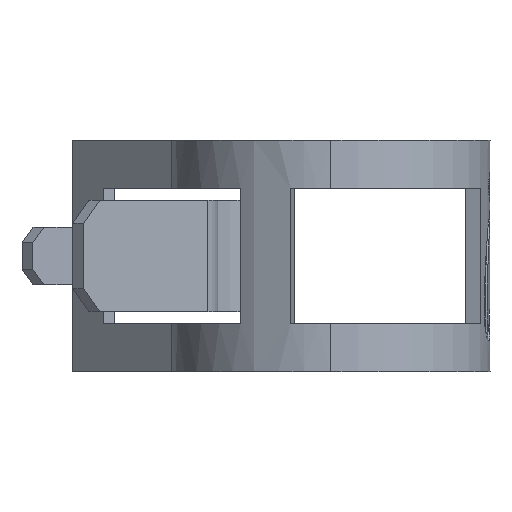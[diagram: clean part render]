
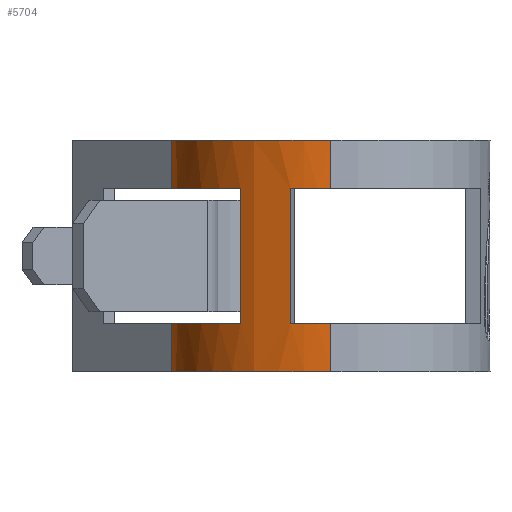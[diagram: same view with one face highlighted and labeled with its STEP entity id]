
A CAD part, left-side view. The second image highlights one B-rep face of the part: STEP entity #5704.
In plain terms, the highlighted cylindrical face has radius 8.25 mm (diameter 16.5 mm), a partial arc.
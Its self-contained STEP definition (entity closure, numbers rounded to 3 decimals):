
#70 = CARTESIAN_POINT ( 'NONE',  ( 0., 0., 6. ) ) ;
#126 = CARTESIAN_POINT ( 'NONE',  ( 4.638, 6.823, -6. ) ) ;
#162 = LINE ( 'NONE', #507, #3990 ) ;
#204 = LINE ( 'NONE', #642, #4622 ) ;
#241 = CARTESIAN_POINT ( 'NONE',  ( 4.638, 6.823, 3.5 ) ) ;
#280 = ORIENTED_EDGE ( 'NONE', *, *, #899, .T. ) ;
#350 = ORIENTED_EDGE ( 'NONE', *, *, #1561, .T. ) ;
#414 = VERTEX_POINT ( 'NONE', #126 ) ;
#507 = CARTESIAN_POINT ( 'NONE',  ( -7.984, 2.076, 6. ) ) ;
#539 = DIRECTION ( 'NONE',  ( 0., 0., -1. ) ) ;
#595 = CARTESIAN_POINT ( 'NONE',  ( 4.638, 6.823, -3.5 ) ) ;
#633 = DIRECTION ( 'NONE',  ( 0., 0., -1. ) ) ;
#642 = CARTESIAN_POINT ( 'NONE',  ( -6.793, 4.682, 6. ) ) ;
#699 = CARTESIAN_POINT ( 'NONE',  ( 4.638, 6.823, 6. ) ) ;
#737 = ORIENTED_EDGE ( 'NONE', *, *, #4438, .F. ) ;
#768 = ORIENTED_EDGE ( 'NONE', *, *, #1285, .F. ) ;
#822 = DIRECTION ( 'NONE',  ( 0., 0., 1. ) ) ;
#899 = EDGE_CURVE ( 'NONE', #5658, #3545, #5077, .T. ) ;
#934 = CARTESIAN_POINT ( 'NONE',  ( -8.25, 0., 3.5 ) ) ;
#997 = CIRCLE ( 'NONE', #4203, 8.25 ) ;
#1285 = EDGE_CURVE ( 'NONE', #5658, #4827, #162, .T. ) ;
#1317 = LINE ( 'NONE', #5611, #5211 ) ;
#1362 = VERTEX_POINT ( 'NONE', #595 ) ;
#1388 = VERTEX_POINT ( 'NONE', #2036 ) ;
#1423 = ORIENTED_EDGE ( 'NONE', *, *, #3079, .T. ) ;
#1426 = DIRECTION ( 'NONE',  ( 1., 0., 0. ) ) ;
#1508 = DIRECTION ( 'NONE',  ( 0., 0., -1. ) ) ;
#1536 = AXIS2_PLACEMENT_3D ( 'NONE', #6081, #822, #5096 ) ;
#1543 = DIRECTION ( 'NONE',  ( 0., 0., 1. ) ) ;
#1561 = EDGE_CURVE ( 'NONE', #1362, #414, #1779, .T. ) ;
#1570 = DIRECTION ( 'NONE',  ( 1., 0., 0. ) ) ;
#1604 = DIRECTION ( 'NONE',  ( 0., 0., 1. ) ) ;
#1615 = DIRECTION ( 'NONE',  ( 0., 0., -1. ) ) ;
#1751 = DIRECTION ( 'NONE',  ( 0., 0., -1. ) ) ;
#1779 = LINE ( 'NONE', #5116, #1904 ) ;
#1787 = VERTEX_POINT ( 'NONE', #241 ) ;
#1904 = VECTOR ( 'NONE', #1751, 1000. ) ;
#1939 = ORIENTED_EDGE ( 'NONE', *, *, #2466, .T. ) ;
#1999 = ORIENTED_EDGE ( 'NONE', *, *, #4314, .F. ) ;
#2036 = CARTESIAN_POINT ( 'NONE',  ( -8.25, 0., -6. ) ) ;
#2041 = CARTESIAN_POINT ( 'NONE',  ( -8.25, 0., 6. ) ) ;
#2399 = AXIS2_PLACEMENT_3D ( 'NONE', #3802, #5682, #1426 ) ;
#2411 = DIRECTION ( 'NONE',  ( 0., 0., 1. ) ) ;
#2413 = VERTEX_POINT ( 'NONE', #6141 ) ;
#2444 = DIRECTION ( 'NONE',  ( -1., 0., 0. ) ) ;
#2466 = EDGE_CURVE ( 'NONE', #1787, #4743, #4686, .T. ) ;
#2503 = DIRECTION ( 'NONE',  ( 0., 0., 1. ) ) ;
#2578 = LINE ( 'NONE', #699, #3320 ) ;
#2777 = CARTESIAN_POINT ( 'NONE',  ( -7.984, 2.076, 3.5 ) ) ;
#2870 = ORIENTED_EDGE ( 'NONE', *, *, #4763, .T. ) ;
#2902 = DIRECTION ( 'NONE',  ( 1., 0., 0. ) ) ;
#2998 = CARTESIAN_POINT ( 'NONE',  ( 0., 0., 3.5 ) ) ;
#3079 = EDGE_CURVE ( 'NONE', #2413, #1787, #2578, .T. ) ;
#3320 = VECTOR ( 'NONE', #1615, 1000. ) ;
#3408 = VERTEX_POINT ( 'NONE', #4700 ) ;
#3512 = DIRECTION ( 'NONE',  ( 1., 0., 0. ) ) ;
#3545 = VERTEX_POINT ( 'NONE', #934 ) ;
#3678 = VERTEX_POINT ( 'NONE', #6161 ) ;
#3716 = ORIENTED_EDGE ( 'NONE', *, *, #4538, .F. ) ;
#3802 = CARTESIAN_POINT ( 'NONE',  ( 0., 0., 3.5 ) ) ;
#3990 = VECTOR ( 'NONE', #1508, 1000. ) ;
#4001 = VERTEX_POINT ( 'NONE', #5103 ) ;
#4126 = EDGE_CURVE ( 'NONE', #3408, #4743, #204, .T. ) ;
#4131 = AXIS2_PLACEMENT_3D ( 'NONE', #4289, #2411, #2902 ) ;
#4198 = DIRECTION ( 'NONE',  ( 0., 0., -1. ) ) ;
#4203 = AXIS2_PLACEMENT_3D ( 'NONE', #5400, #2503, #1570 ) ;
#4231 = CIRCLE ( 'NONE', #1536, 8.25 ) ;
#4289 = CARTESIAN_POINT ( 'NONE',  ( 0., 0., -6. ) ) ;
#4314 = EDGE_CURVE ( 'NONE', #4827, #3678, #4231, .T. ) ;
#4324 = CYLINDRICAL_SURFACE ( 'NONE', #4795, 8.25 ) ;
#4358 = FACE_OUTER_BOUND ( 'NONE', #5073, .T. ) ;
#4420 = DIRECTION ( 'NONE',  ( 1., 0., 0. ) ) ;
#4437 = CIRCLE ( 'NONE', #4131, 8.25 ) ;
#4438 = EDGE_CURVE ( 'NONE', #4001, #3545, #5348, .T. ) ;
#4476 = EDGE_CURVE ( 'NONE', #2413, #4001, #5607, .T. ) ;
#4538 = EDGE_CURVE ( 'NONE', #3678, #1388, #1317, .T. ) ;
#4622 = VECTOR ( 'NONE', #5929, 1000. ) ;
#4626 = VECTOR ( 'NONE', #633, 1000. ) ;
#4686 = CIRCLE ( 'NONE', #5174, 8.25 ) ;
#4700 = CARTESIAN_POINT ( 'NONE',  ( -6.793, 4.682, -3.5 ) ) ;
#4743 = VERTEX_POINT ( 'NONE', #5212 ) ;
#4763 = EDGE_CURVE ( 'NONE', #414, #1388, #4437, .T. ) ;
#4795 = AXIS2_PLACEMENT_3D ( 'NONE', #70, #539, #2444 ) ;
#4827 = VERTEX_POINT ( 'NONE', #5370 ) ;
#4995 = CARTESIAN_POINT ( 'NONE',  ( 0., 0., 6. ) ) ;
#5073 = EDGE_LOOP ( 'NONE', ( #737, #5723, #1423, #1939, #5256, #5138, #350, #2870, #3716, #1999, #768, #280 ) ) ;
#5077 = CIRCLE ( 'NONE', #2399, 8.25 ) ;
#5096 = DIRECTION ( 'NONE',  ( 1., 0., 0. ) ) ;
#5103 = CARTESIAN_POINT ( 'NONE',  ( -8.25, 0., 6. ) ) ;
#5116 = CARTESIAN_POINT ( 'NONE',  ( 4.638, 6.823, 6. ) ) ;
#5138 = ORIENTED_EDGE ( 'NONE', *, *, #5850, .F. ) ;
#5174 = AXIS2_PLACEMENT_3D ( 'NONE', #2998, #1543, #4420 ) ;
#5211 = VECTOR ( 'NONE', #4198, 1000. ) ;
#5212 = CARTESIAN_POINT ( 'NONE',  ( -6.793, 4.682, 3.5 ) ) ;
#5256 = ORIENTED_EDGE ( 'NONE', *, *, #4126, .F. ) ;
#5348 = LINE ( 'NONE', #2041, #4626 ) ;
#5370 = CARTESIAN_POINT ( 'NONE',  ( -7.984, 2.076, -3.5 ) ) ;
#5400 = CARTESIAN_POINT ( 'NONE',  ( 0., 0., -3.5 ) ) ;
#5607 = CIRCLE ( 'NONE', #6000, 8.25 ) ;
#5611 = CARTESIAN_POINT ( 'NONE',  ( -8.25, 0., 6. ) ) ;
#5658 = VERTEX_POINT ( 'NONE', #2777 ) ;
#5682 = DIRECTION ( 'NONE',  ( 0., 0., 1. ) ) ;
#5704 = ADVANCED_FACE ( 'NONE', ( #4358 ), #4324, .T. ) ;
#5723 = ORIENTED_EDGE ( 'NONE', *, *, #4476, .F. ) ;
#5850 = EDGE_CURVE ( 'NONE', #1362, #3408, #997, .T. ) ;
#5929 = DIRECTION ( 'NONE',  ( 0., 0., 1. ) ) ;
#6000 = AXIS2_PLACEMENT_3D ( 'NONE', #4995, #1604, #3512 ) ;
#6081 = CARTESIAN_POINT ( 'NONE',  ( 0., 0., -3.5 ) ) ;
#6141 = CARTESIAN_POINT ( 'NONE',  ( 4.638, 6.823, 6. ) ) ;
#6161 = CARTESIAN_POINT ( 'NONE',  ( -8.25, 0., -3.5 ) ) ;
